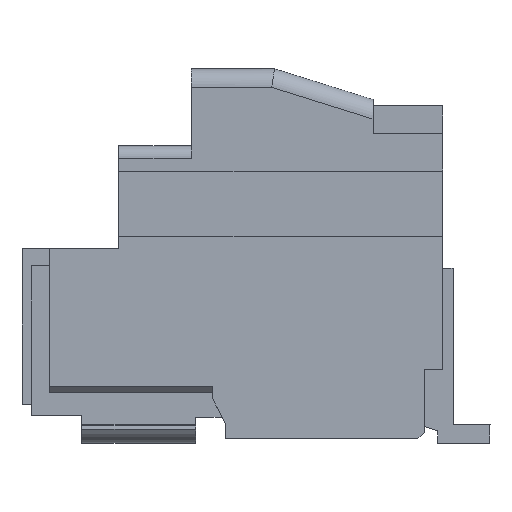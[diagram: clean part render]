
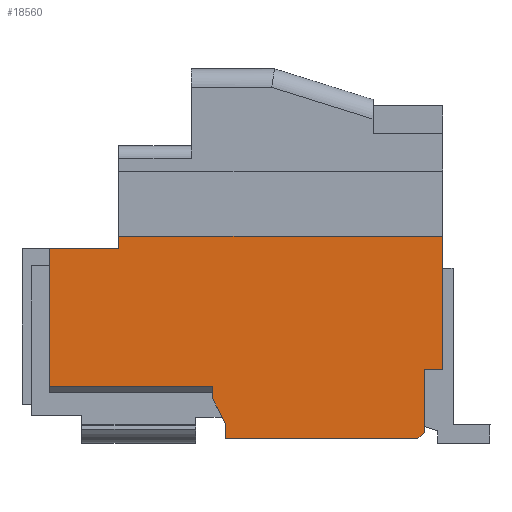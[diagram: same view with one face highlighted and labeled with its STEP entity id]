
A CAD part, front view. The second image highlights one B-rep face of the part: STEP entity #18560.
In plain terms, the highlighted planar face has unit normal (0, -1, 0).
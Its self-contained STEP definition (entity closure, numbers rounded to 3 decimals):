
#360=CARTESIAN_POINT('',(-63.456,-33.715,
127.845));
#370=VERTEX_POINT('',#360);
#400=CARTESIAN_POINT('',(-63.456,-33.715,
127.754));
#410=DIRECTION('',(0.,0.,-1.));
#420=VECTOR('',#410,1.);
#430=LINE('',#400,#420);
#440=CARTESIAN_POINT('',(-63.456,-33.715,
125.605));
#450=VERTEX_POINT('',#440);
#460=EDGE_CURVE('',#370,#450,#430,.T.);
#4900=CARTESIAN_POINT('',(-60.606,-33.715,
127.754));
#4910=DIRECTION('',(0.,0.,1.));
#4920=VECTOR('',#4910,1.);
#4930=LINE('',#4900,#4920);
#4940=CARTESIAN_POINT('',(-60.606,-33.715,
124.755));
#4950=VERTEX_POINT('',#4940);
#4960=CARTESIAN_POINT('',(-60.606,-33.715,
125.005));
#4970=VERTEX_POINT('',#4960);
#4980=EDGE_CURVE('',#4950,#4970,#4930,.T.);
#9140=CARTESIAN_POINT('',(-60.356,-33.715,
127.845));
#9150=DIRECTION('',(1.,0.,0.));
#9160=VECTOR('',#9150,1.);
#9170=LINE('',#9140,#9160);
#9180=CARTESIAN_POINT('',(-62.336,-33.715,
127.845));
#9190=VERTEX_POINT('',#9180);
#9200=EDGE_CURVE('',#370,#9190,#9170,.T.);
#11290=CARTESIAN_POINT('',(-57.076,-33.715,
125.875));
#11300=VERTEX_POINT('',#11290);
#11330=CARTESIAN_POINT('',(-57.076,-33.715,
127.754));
#11340=DIRECTION('',(0.,0.,1.));
#11350=VECTOR('',#11340,1.);
#11360=LINE('',#11330,#11350);
#11370=CARTESIAN_POINT('',(-57.076,-33.715,
128.045));
#11380=VERTEX_POINT('',#11370);
#11390=EDGE_CURVE('',#11300,#11380,#11360,.T.);
#17790=CARTESIAN_POINT('',(-59.706,-33.715,
126.632));
#17800=DIRECTION('',(0.,1.,0.));
#17810=DIRECTION('',(-1.,0.,0.));
#17820=AXIS2_PLACEMENT_3D('',#17790,#17800,#17810);
#17830=PLANE('',#17820);
#17840=ORIENTED_EDGE('',*,*,#11390,.T.);
#17850=CARTESIAN_POINT('',(-60.356,-33.715,
125.875));
#17860=DIRECTION('',(1.,0.,0.));
#17870=VECTOR('',#17860,1.);
#17880=LINE('',#17850,#17870);
#17890=CARTESIAN_POINT('',(-57.376,-33.715,
125.875));
#17900=VERTEX_POINT('',#17890);
#17910=EDGE_CURVE('',#17900,#11300,#17880,.T.);
#17920=ORIENTED_EDGE('',*,*,#17910,.T.);
#17930=CARTESIAN_POINT('',(-57.376,-33.715,
127.754));
#17940=DIRECTION('',(0.,0.,1.));
#17950=VECTOR('',#17940,1.);
#17960=LINE('',#17930,#17950);
#17970=CARTESIAN_POINT('',(-57.376,-33.715,
124.855));
#17980=VERTEX_POINT('',#17970);
#17990=EDGE_CURVE('',#17980,#17900,#17960,.T.);
#18000=ORIENTED_EDGE('',*,*,#17990,.T.);
#18010=CARTESIAN_POINT('',(-54.478,-33.715,
127.754));
#18020=DIRECTION('',(0.707,0.,
0.707));
#18030=VECTOR('',#18020,1.);
#18040=LINE('',#18010,#18030);
#18050=CARTESIAN_POINT('',(-57.476,-33.715,
124.755));
#18060=VERTEX_POINT('',#18050);
#18070=EDGE_CURVE('',#18060,#17980,#18040,.T.);
#18080=ORIENTED_EDGE('',*,*,#18070,.T.);
#18090=CARTESIAN_POINT('',(-60.356,-33.715,
124.755));
#18100=DIRECTION('',(1.,0.,0.));
#18110=VECTOR('',#18100,1.);
#18120=LINE('',#18090,#18110);
#18130=EDGE_CURVE('',#4950,#18060,#18120,.T.);
#18140=ORIENTED_EDGE('',*,*,#18130,.T.);
#18150=ORIENTED_EDGE('',*,*,#4980,.F.);
#18160=CARTESIAN_POINT('',(-61.981,-33.715,
127.754));
#18170=DIRECTION('',(0.447,0.,
-0.894));
#18180=VECTOR('',#18170,1.);
#18190=LINE('',#18160,#18180);
#18200=CARTESIAN_POINT('',(-60.806,-33.715,
125.405));
#18210=VERTEX_POINT('',#18200);
#18220=EDGE_CURVE('',#18210,#4970,#18190,.T.);
#18230=ORIENTED_EDGE('',*,*,#18220,.T.);
#18240=CARTESIAN_POINT('',(-60.806,-33.715,
127.754));
#18250=DIRECTION('',(0.,0.,1.));
#18260=VECTOR('',#18250,1.);
#18270=LINE('',#18240,#18260);
#18280=CARTESIAN_POINT('',(-60.806,-33.715,
125.605));
#18290=VERTEX_POINT('',#18280);
#18300=EDGE_CURVE('',#18210,#18290,#18270,.T.);
#18310=ORIENTED_EDGE('',*,*,#18300,.F.);
#18320=CARTESIAN_POINT('',(-62.376,-33.715,
125.605));
#18330=DIRECTION('',(-1.,0.,0.));
#18340=VECTOR('',#18330,1.);
#18350=LINE('',#18320,#18340);
#18360=EDGE_CURVE('',#18290,#450,#18350,.T.);
#18370=ORIENTED_EDGE('',*,*,#18360,.F.);
#18380=ORIENTED_EDGE('',*,*,#460,.T.);
#18390=ORIENTED_EDGE('',*,*,#9200,.F.);
#18400=CARTESIAN_POINT('',(-62.336,-33.715,
127.754));
#18410=DIRECTION('',(0.,0.,1.));
#18420=VECTOR('',#18410,1.);
#18430=LINE('',#18400,#18420);
#18440=CARTESIAN_POINT('',(-62.336,-33.715,
128.045));
#18450=VERTEX_POINT('',#18440);
#18460=EDGE_CURVE('',#9190,#18450,#18430,.T.);
#18470=ORIENTED_EDGE('',*,*,#18460,.F.);
#18480=CARTESIAN_POINT('',(-60.356,-33.715,
128.045));
#18490=DIRECTION('',(1.,0.,0.));
#18500=VECTOR('',#18490,1.);
#18510=LINE('',#18480,#18500);
#18520=EDGE_CURVE('',#18450,#11380,#18510,.T.);
#18530=ORIENTED_EDGE('',*,*,#18520,.F.);
#18540=EDGE_LOOP('',(#18530,#18470,#18390,#18380,#18370,#18310,#18230,
#18150,#18140,#18080,#18000,#17920,#17840));
#18550=FACE_OUTER_BOUND('',#18540,.T.);
#18560=ADVANCED_FACE('',(#18550),#17830,.F.);
